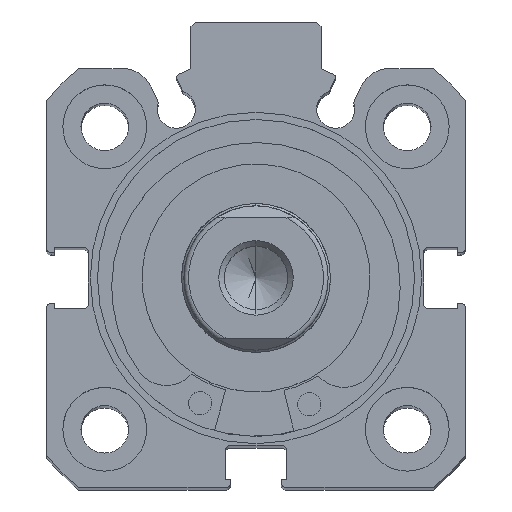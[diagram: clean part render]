
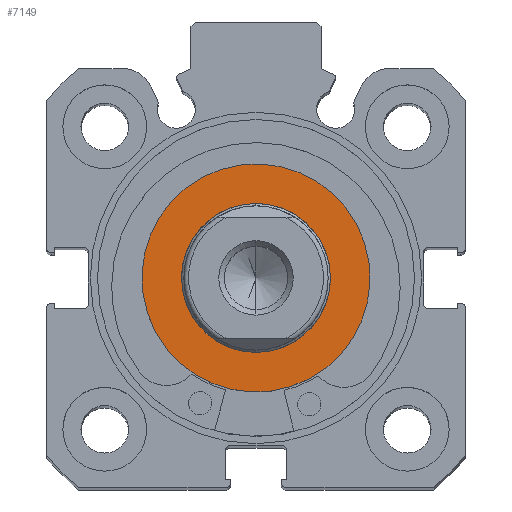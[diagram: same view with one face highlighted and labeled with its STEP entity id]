
A CAD part, top view. The second image highlights one B-rep face of the part: STEP entity #7149.
In plain terms, the highlighted face is planar.
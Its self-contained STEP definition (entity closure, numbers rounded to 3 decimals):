
#259 = VERTEX_POINT ( 'NONE', #6982 ) ;
#260 = VERTEX_POINT ( 'NONE', #6915 ) ;
#294 = VERTEX_POINT ( 'NONE', #6981 ) ;
#296 = VERTEX_POINT ( 'NONE', #6963 ) ;
#708 = EDGE_CURVE ( 'NONE', #259, #260, #2105, .T. ) ;
#710 = EDGE_CURVE ( 'NONE', #294, #296, #2107, .T. ) ;
#728 = EDGE_CURVE ( 'NONE', #260, #259, #2131, .T. ) ;
#730 = EDGE_CURVE ( 'NONE', #296, #294, #2135, .T. ) ;
#1109 = AXIS2_PLACEMENT_3D ( 'NONE', #2961, #2962, #2963 ) ;
#1112 = AXIS2_PLACEMENT_3D ( 'NONE', #2964, #2967, #2968 ) ;
#1118 = AXIS2_PLACEMENT_3D ( 'NONE', #3012, #3014, #3015 ) ;
#1124 = AXIS2_PLACEMENT_3D ( 'NONE', #3013, #3019, #3020 ) ;
#1501 = ORIENTED_EDGE ( 'NONE', *, *, #730, .F. ) ;
#1502 = ORIENTED_EDGE ( 'NONE', *, *, #710, .F. ) ;
#1503 = ORIENTED_EDGE ( 'NONE', *, *, #708, .T. ) ;
#1504 = ORIENTED_EDGE ( 'NONE', *, *, #728, .T. ) ;
#2105 = CIRCLE ( 'NONE', #1109, 12.25 ) ;
#2107 = CIRCLE ( 'NONE', #1112, 8. ) ;
#2131 = CIRCLE ( 'NONE', #1118, 12.25 ) ;
#2135 = CIRCLE ( 'NONE', #1124, 8. ) ;
#2961 = CARTESIAN_POINT ( 'NONE',  ( 0., 0., 0. ) ) ;
#2962 = DIRECTION ( 'NONE',  ( -1., 0., 0. ) ) ;
#2963 = DIRECTION ( 'NONE',  ( 0., 0., 1. ) ) ;
#2964 = CARTESIAN_POINT ( 'NONE',  ( 0., 0., 0. ) ) ;
#2967 = DIRECTION ( 'NONE',  ( -1., 0., 0. ) ) ;
#2968 = DIRECTION ( 'NONE',  ( 0., 0., 1. ) ) ;
#3012 = CARTESIAN_POINT ( 'NONE',  ( 0., 0., 0. ) ) ;
#3013 = CARTESIAN_POINT ( 'NONE',  ( 0., 0., 0. ) ) ;
#3014 = DIRECTION ( 'NONE',  ( -1., 0., 0. ) ) ;
#3015 = DIRECTION ( 'NONE',  ( 0., 0., 1. ) ) ;
#3019 = DIRECTION ( 'NONE',  ( -1., 0., 0. ) ) ;
#3020 = DIRECTION ( 'NONE',  ( 0., 0., 1. ) ) ;
#4557 = CARTESIAN_POINT ( 'NONE',  ( 0., 12.25, 0. ) ) ;
#4558 = PLANE ( 'NONE',  #5901 ) ;
#4559 = DIRECTION ( 'NONE',  ( 1., 0., 0. ) ) ;
#4560 = DIRECTION ( 'NONE',  ( 0., 0., -1. ) ) ;
#5434 = FACE_BOUND ( 'NONE', #6395, .T. ) ;
#5445 = FACE_OUTER_BOUND ( 'NONE', #6397, .T. ) ;
#5901 = AXIS2_PLACEMENT_3D ( 'NONE', #4557, #4559, #4560 ) ;
#6395 = EDGE_LOOP ( 'NONE', ( #1501, #1502 ) ) ;
#6397 = EDGE_LOOP ( 'NONE', ( #1503, #1504 ) ) ;
#6915 = CARTESIAN_POINT ( 'NONE',  ( 0., 0., -12.25 ) ) ;
#6963 = CARTESIAN_POINT ( 'NONE',  ( 0., 0., 8. ) ) ;
#6981 = CARTESIAN_POINT ( 'NONE',  ( 0., 0., -8. ) ) ;
#6982 = CARTESIAN_POINT ( 'NONE',  ( 0., 0., 12.25 ) ) ;
#7149 = ADVANCED_FACE ( 'NONE', ( #5434, #5445 ), #4558, .F. ) ;
